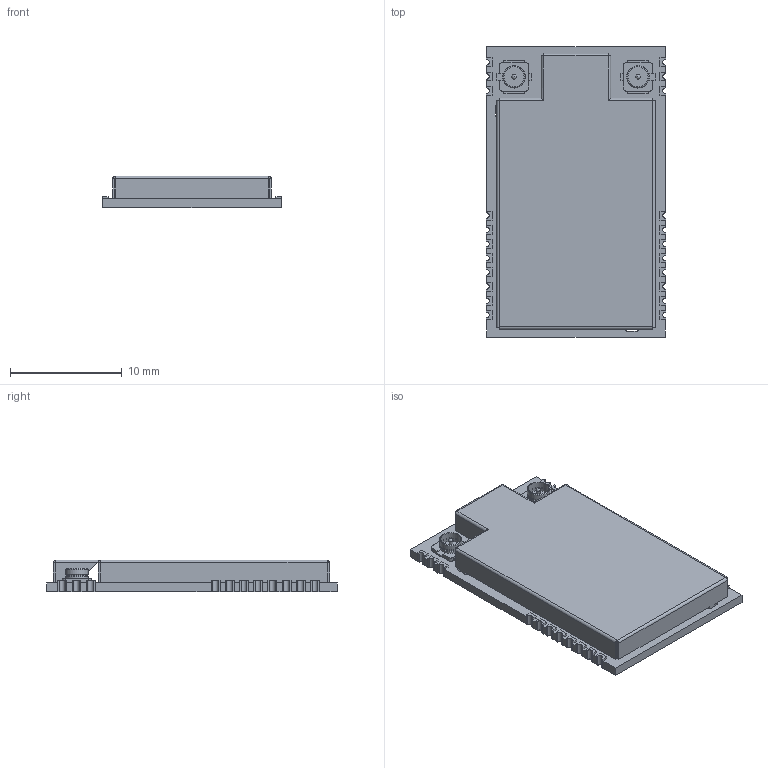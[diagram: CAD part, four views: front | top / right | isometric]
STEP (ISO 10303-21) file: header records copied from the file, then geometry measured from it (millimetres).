
FILE_DESCRIPTION(('FreeCAD Model'),'2;1');
FILE_NAME('Open CASCADE Shape Model','2024-11-18T20:55:20',(''),(''), 'Open CASCADE STEP processor 7.7','FreeCAD','Unknown');
FILE_SCHEMA(('AUTOMOTIVE_DESIGN { 1 0 10303 214 1 1 1 1 }'));
Length unit declared in the file: millimetre
Products named in the file (11): 10702-V1.0 1; C22; C_0402_1005Metric; L_0805_2012Metric; C7; C_0201_0603Metric; MicroCrystal_CC8V_T1A; ANT1; U.FL_Hirose_U.FL-R-SMT-1_Vertical; PBZ-181; Fusion
Assembly tree (46 placements, depth 3):
  10702-V1.0 1
    C22
      C_0402_1005Metric  x31
    L_0805_2012Metric
    C7
      C_0201_0603Metric  x6
    MicroCrystal_CC8V_T1A
    ANT1
      U.FL_Hirose_U.FL-R-SMT-1_Vertical  x2
    PBZ-181
    Fusion
Bounding box: 16.02 x 26 x 2.85 mm (x, y, z)
Volume: 438.5 mm3; surface area: 1989.9 mm2
Topology: 43 solids, 43 shells, 1501 faces, 3925 edges, 2594 vertices
Faces by surface type: plane 946, cylinder 531, bspline 16, cone 6, sphere 2
Full cylindrical faces by diameter (mm): 0.4 x2, 1.8 x2, 1.92 x2, 2 x4
Entity records: 35484 total; most frequent: CARTESIAN_POINT 6987, DIRECTION 4652, LINE 3103, VECTOR 3103, ORIENTED_EDGE 2574, PCURVE 2574, DEFINITIONAL_REPRESENTATION 2574, EDGE_CURVE 1287
